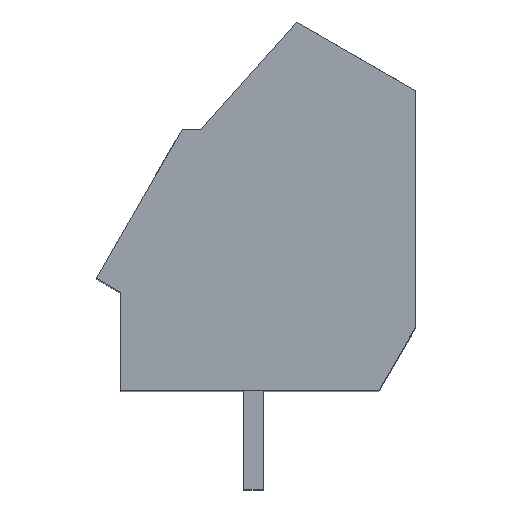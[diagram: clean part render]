
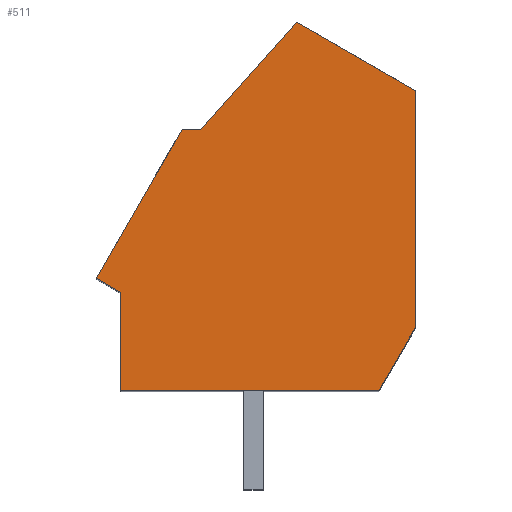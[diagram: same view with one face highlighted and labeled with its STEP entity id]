
A CAD part, top view. The second image highlights one B-rep face of the part: STEP entity #511.
In plain terms, the highlighted planar face has unit normal (0, 0, 1).
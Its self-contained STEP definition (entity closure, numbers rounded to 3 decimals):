
#1 = EDGE_CURVE ( 'NONE', #164, #2, #899, .T. ) ;
#2 = VERTEX_POINT ( 'NONE', #895 ) ;
#13 = VERTEX_POINT ( 'NONE', #875 ) ;
#15 = EDGE_CURVE ( 'NONE', #480, #13, #1045, .T. ) ;
#24 = VERTEX_POINT ( 'NONE', #1024 ) ;
#33 = EDGE_CURVE ( 'NONE', #24, #164, #1013, .T. ) ;
#53 = EDGE_CURVE ( 'NONE', #218, #24, #1279, .T. ) ;
#116 = EDGE_CURVE ( 'NONE', #117, #218, #1360, .T. ) ;
#117 = VERTEX_POINT ( 'NONE', #1356 ) ;
#121 = EDGE_CURVE ( 'NONE', #122, #117, #1354, .T. ) ;
#122 = VERTEX_POINT ( 'NONE', #1350 ) ;
#164 = VERTEX_POINT ( 'NONE', #1204 ) ;
#218 = VERTEX_POINT ( 'NONE', #1383 ) ;
#464 = EDGE_CURVE ( 'NONE', #13, #522, #1828, .T. ) ;
#480 = VERTEX_POINT ( 'NONE', #1872 ) ;
#509 = EDGE_CURVE ( 'NONE', #522, #122, #1894, .T. ) ;
#511 = ADVANCED_FACE ( 'NONE', ( #1890 ), #1885, .T. ) ;
#512 = EDGE_LOOP ( 'NONE', ( #513, #557, #558, #559, #560, #547, #548, #549, #550 ) ) ;
#513 = ORIENTED_EDGE ( 'NONE', *, *, #121, .T. ) ;
#522 = VERTEX_POINT ( 'NONE', #1973 ) ;
#547 = ORIENTED_EDGE ( 'NONE', *, *, #556, .T. ) ;
#548 = ORIENTED_EDGE ( 'NONE', *, *, #15, .T. ) ;
#549 = ORIENTED_EDGE ( 'NONE', *, *, #464, .T. ) ;
#550 = ORIENTED_EDGE ( 'NONE', *, *, #509, .T. ) ;
#556 = EDGE_CURVE ( 'NONE', #2, #480, #2084, .T. ) ;
#557 = ORIENTED_EDGE ( 'NONE', *, *, #116, .T. ) ;
#558 = ORIENTED_EDGE ( 'NONE', *, *, #53, .T. ) ;
#559 = ORIENTED_EDGE ( 'NONE', *, *, #33, .T. ) ;
#560 = ORIENTED_EDGE ( 'NONE', *, *, #1, .T. ) ;
#872 = DIRECTION ( 'NONE',  ( 0., 1., 0. ) ) ;
#873 = VECTOR ( 'NONE', #872, 1000. ) ;
#874 = CARTESIAN_POINT ( 'NONE',  ( 0., 2.598, 25. ) ) ;
#875 = CARTESIAN_POINT ( 'NONE',  ( -9.5, 10.64, 25. ) ) ;
#895 = CARTESIAN_POINT ( 'NONE',  ( -4.85, 15., 25. ) ) ;
#896 = DIRECTION ( 'NONE',  ( -0.866, 0.5, 0. ) ) ;
#897 = VECTOR ( 'NONE', #896, 1000. ) ;
#898 = CARTESIAN_POINT ( 'NONE',  ( 0., 12.2, 25. ) ) ;
#899 = LINE ( 'NONE', #898, #897 ) ;
#1013 = LINE ( 'NONE', #874, #873 ) ;
#1024 = CARTESIAN_POINT ( 'NONE',  ( 0., 2.598, 25. ) ) ;
#1042 = DIRECTION ( 'NONE',  ( -1., 0., 0. ) ) ;
#1043 = VECTOR ( 'NONE', #1042, 1000. ) ;
#1044 = CARTESIAN_POINT ( 'NONE',  ( -8.75, 10.64, 25. ) ) ;
#1045 = LINE ( 'NONE', #1044, #1043 ) ;
#1178 = DIRECTION ( 'NONE',  ( -0.5, -0.866, 0. ) ) ;
#1179 = VECTOR ( 'NONE', #1178, 1000. ) ;
#1204 = CARTESIAN_POINT ( 'NONE',  ( 0., 12.2, 25. ) ) ;
#1276 = DIRECTION ( 'NONE',  ( 0.5, 0.866, 0. ) ) ;
#1277 = VECTOR ( 'NONE', #1276, 1000. ) ;
#1278 = CARTESIAN_POINT ( 'NONE',  ( -1.5, 0., 25. ) ) ;
#1279 = LINE ( 'NONE', #1278, #1277 ) ;
#1350 = CARTESIAN_POINT ( 'NONE',  ( -12., 4., 25. ) ) ;
#1351 = DIRECTION ( 'NONE',  ( 0., -1., 0. ) ) ;
#1352 = VECTOR ( 'NONE', #1351, 1000. ) ;
#1353 = CARTESIAN_POINT ( 'NONE',  ( -12., 4., 25. ) ) ;
#1354 = LINE ( 'NONE', #1353, #1352 ) ;
#1356 = CARTESIAN_POINT ( 'NONE',  ( -12., 0., 25. ) ) ;
#1357 = DIRECTION ( 'NONE',  ( 1., 0., 0. ) ) ;
#1358 = VECTOR ( 'NONE', #1357, 1000. ) ;
#1359 = CARTESIAN_POINT ( 'NONE',  ( -12., 0., 25. ) ) ;
#1360 = LINE ( 'NONE', #1359, #1358 ) ;
#1383 = CARTESIAN_POINT ( 'NONE',  ( -1.5, 0., 25. ) ) ;
#1827 = CARTESIAN_POINT ( 'NONE',  ( -9.5, 10.64, 25. ) ) ;
#1828 = LINE ( 'NONE', #1827, #1179 ) ;
#1872 = CARTESIAN_POINT ( 'NONE',  ( -8.75, 10.64, 25. ) ) ;
#1881 = DIRECTION ( 'NONE',  ( 1., 0., 0. ) ) ;
#1882 = DIRECTION ( 'NONE',  ( 0., 0., 1. ) ) ;
#1883 = CARTESIAN_POINT ( 'NONE',  ( -12., 0., 25. ) ) ;
#1884 = AXIS2_PLACEMENT_3D ( 'NONE', #1883, #1882, #1881 ) ;
#1885 = PLANE ( 'NONE',  #1884 ) ;
#1890 = FACE_OUTER_BOUND ( 'NONE', #512, .T. ) ;
#1891 = DIRECTION ( 'NONE',  ( 0.866, -0.5, 0. ) ) ;
#1892 = VECTOR ( 'NONE', #1891, 1000. ) ;
#1893 = CARTESIAN_POINT ( 'NONE',  ( -13., 4.577, 25. ) ) ;
#1894 = LINE ( 'NONE', #1893, #1892 ) ;
#1973 = CARTESIAN_POINT ( 'NONE',  ( -13., 4.577, 25. ) ) ;
#2081 = DIRECTION ( 'NONE',  ( -0.667, -0.745, 0. ) ) ;
#2082 = VECTOR ( 'NONE', #2081, 1000. ) ;
#2083 = CARTESIAN_POINT ( 'NONE',  ( -4.85, 15., 25. ) ) ;
#2084 = LINE ( 'NONE', #2083, #2082 ) ;
